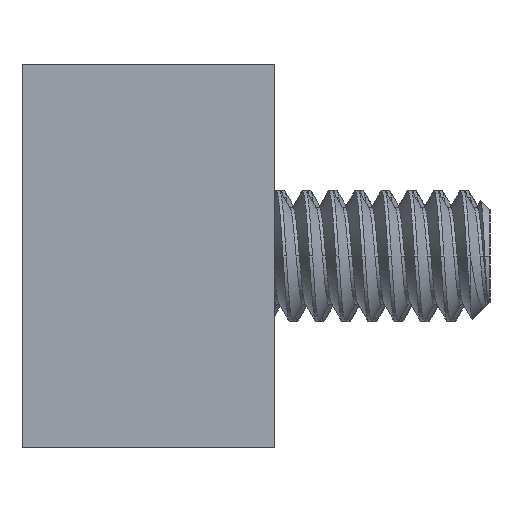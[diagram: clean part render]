
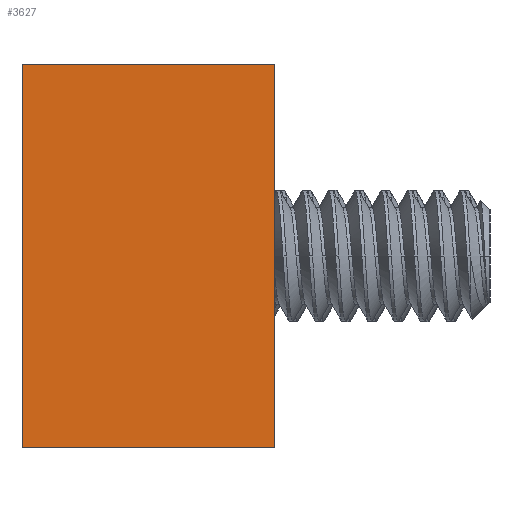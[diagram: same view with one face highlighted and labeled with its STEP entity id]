
A CAD part, left-side view. The second image highlights one B-rep face of the part: STEP entity #3627.
In plain terms, the highlighted planar face has unit normal (-1, 0, 0).
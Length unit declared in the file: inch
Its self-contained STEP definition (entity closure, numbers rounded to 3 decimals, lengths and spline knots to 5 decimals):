
#55 = VECTOR ( 'NONE', #1855, 39.37008 ) ;
#58 = DIRECTION ( 'NONE',  ( 0., 0., -1. ) ) ;
#59 = DIRECTION ( 'NONE',  ( 0., 0., -1. ) ) ;
#328 = EDGE_CURVE ( 'NONE', #3248, #3279, #1920, .T. ) ;
#329 = CARTESIAN_POINT ( 'NONE',  ( 0., 0.47992, -0.72992 ) ) ;
#622 = AXIS2_PLACEMENT_3D ( 'NONE', #2892, #2127, #3274 ) ;
#706 = CARTESIAN_POINT ( 'NONE',  ( 0., 0., 0. ) ) ;
#728 = CARTESIAN_POINT ( 'NONE',  ( 0., 0.47992, 0. ) ) ;
#750 = CARTESIAN_POINT ( 'NONE',  ( 0., 0., -0.72992 ) ) ;
#758 = EDGE_LOOP ( 'NONE', ( #1135, #2838, #3309, #780 ) ) ;
#780 = ORIENTED_EDGE ( 'NONE', *, *, #1760, .F. ) ;
#783 = FACE_OUTER_BOUND ( 'NONE', #758, .T. ) ;
#916 = VECTOR ( 'NONE', #2416, 39.37008 ) ;
#1135 = ORIENTED_EDGE ( 'NONE', *, *, #328, .T. ) ;
#1654 = VECTOR ( 'NONE', #58, 39.37008 ) ;
#1659 = VERTEX_POINT ( 'NONE', #329 ) ;
#1684 = VERTEX_POINT ( 'NONE', #750 ) ;
#1760 = EDGE_CURVE ( 'NONE', #3248, #1684, #3811, .T. ) ;
#1855 = DIRECTION ( 'NONE',  ( 0., 1., 0. ) ) ;
#1920 = LINE ( 'NONE', #3552, #916 ) ;
#1923 = CARTESIAN_POINT ( 'NONE',  ( 0., 0., 0. ) ) ;
#2127 = DIRECTION ( 'NONE',  ( -1., 0., 0. ) ) ;
#2416 = DIRECTION ( 'NONE',  ( 0., 1., 0. ) ) ;
#2506 = PLANE ( 'NONE',  #622 ) ;
#2520 = LINE ( 'NONE', #4484, #55 ) ;
#2674 = LINE ( 'NONE', #3073, #1654 ) ;
#2838 = ORIENTED_EDGE ( 'NONE', *, *, #3201, .T. ) ;
#2892 = CARTESIAN_POINT ( 'NONE',  ( 0., 0., 0. ) ) ;
#3073 = CARTESIAN_POINT ( 'NONE',  ( 0., 0.47992, 0. ) ) ;
#3201 = EDGE_CURVE ( 'NONE', #3279, #1659, #2674, .T. ) ;
#3248 = VERTEX_POINT ( 'NONE', #706 ) ;
#3274 = DIRECTION ( 'NONE',  ( 0., 0., 1. ) ) ;
#3279 = VERTEX_POINT ( 'NONE', #728 ) ;
#3309 = ORIENTED_EDGE ( 'NONE', *, *, #3759, .F. ) ;
#3552 = CARTESIAN_POINT ( 'NONE',  ( 0., 0., 0. ) ) ;
#3627 = ADVANCED_FACE ( 'NONE', ( #783 ), #2506, .T. ) ;
#3759 = EDGE_CURVE ( 'NONE', #1684, #1659, #2520, .T. ) ;
#3811 = LINE ( 'NONE', #1923, #4786 ) ;
#4484 = CARTESIAN_POINT ( 'NONE',  ( 0., 0., -0.72992 ) ) ;
#4786 = VECTOR ( 'NONE', #59, 39.37008 ) ;
